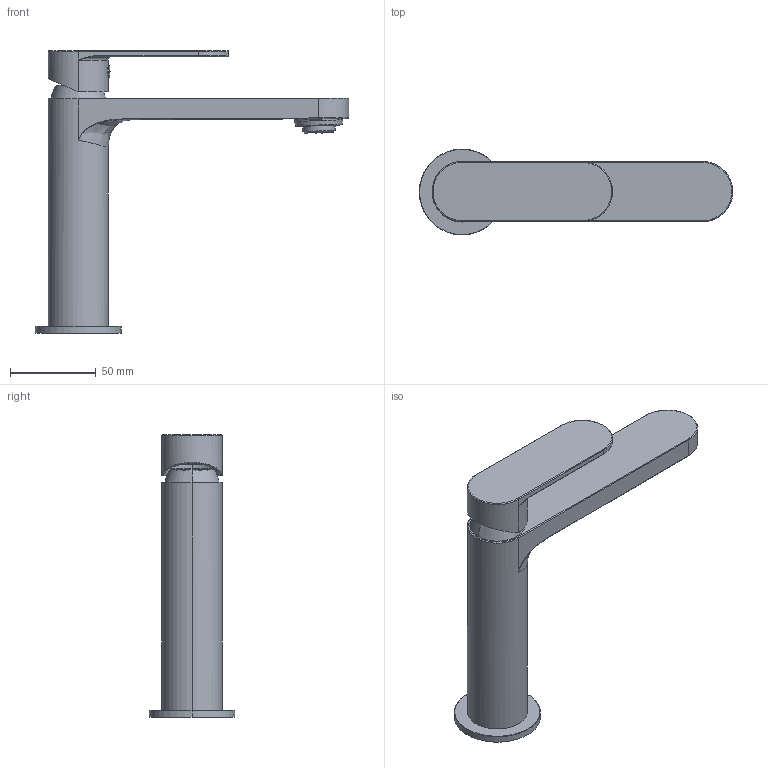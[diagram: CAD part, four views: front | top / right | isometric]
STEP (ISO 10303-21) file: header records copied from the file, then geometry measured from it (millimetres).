
FILE_DESCRIPTION((''),'2;1');
FILE_NAME('AUNO201','2022-03-07T11:29:08',('Michela Ferrini'),(''),'CREO PARAMETRIC BY PTC INC, 2020281','CREO PARAMETRIC BY PTC INC, 2020281','');
FILE_SCHEMA(('CONFIG_CONTROL_DESIGN'));
Length unit declared in the file: millimetre
Products named in the file (8): AUNO201C001; AUNO201C002; SARMAC0016; SCCMAC0008; AUNO005C001; SPLMAC0004; SBTMAC0002; AUNO201
Assembly tree (7 placements, depth 2):
  AUNO201
    AUNO201C001
    AUNO201C002
    SARMAC0016
    SCCMAC0008
    AUNO005C001
    SPLMAC0004
    SBTMAC0002
Bounding box: 182.5 x 50 x 164.6 mm (x, y, z)
Volume: 76818.3 mm3; surface area: 79656.6 mm2
Topology: 7 solids, 10 shells, 1490 faces, 4427 edges, 2929 vertices
Faces by surface type: plane 1137, cylinder 181, bspline 78, cone 57, torus 33, sphere 4
Entity records: 59071 total; most frequent: CARTESIAN_POINT 17640, ORIENTED_EDGE 8807, DIRECTION 8560, EDGE_CURVE 4411, AXIS2_PLACEMENT_3D 2931, VERTEX_POINT 2900, VECTOR 2698, LINE 2698
